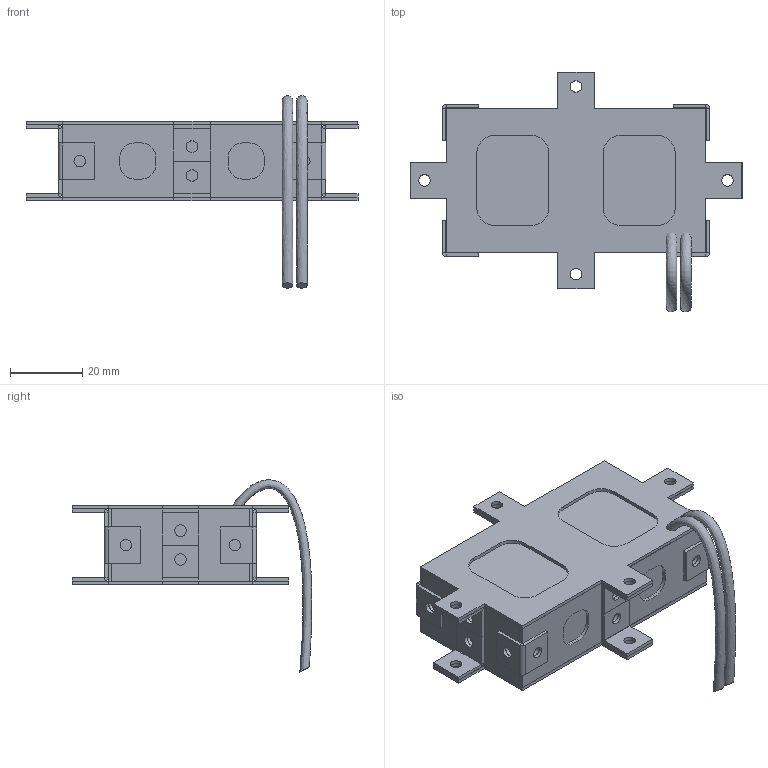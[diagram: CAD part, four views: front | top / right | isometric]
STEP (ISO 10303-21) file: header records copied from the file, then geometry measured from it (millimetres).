
FILE_DESCRIPTION(/* description */ (''),/* implementation_level */ '2;1');
FILE_NAME(/* name */ 'assembly_5V.stp',/* time_stamp */ '2023-06-03T00:46:45+08:00',/* author */ ('user'),/* organization */ (''),/* preprocessor_version */ 'ST-DEVELOPER v19',/* originating_system */ 'Autodesk Inventor 2023',/* authorisation */ '');
FILE_SCHEMA (('CONFIG_CONTROL_DESIGN'));
Length unit declared in the file: millimetre
Products named in the file (8): assembly_5V; battery_box_5V_base; battery_box_5V_side1; battery_box_5V_front; battery_box_5V_back; battery_box_5V_top; connector; battery_5V
Assembly tree (19 placements, depth 2):
  assembly_5V
    battery_box_5V_base
    battery_box_5V_side1  x2
    connector  x12
    battery_box_5V_front
    battery_box_5V_back
    battery_box_5V_top
    battery_5V
Bounding box: 92 x 66.39 x 53.29 mm (x, y, z)
Volume: 65517.7 mm3; surface area: 36526.5 mm2
Topology: 19 solids, 19 shells, 342 faces, 810 edges, 508 vertices
Faces by surface type: plane 244, cylinder 96, bspline 2
Full cylindrical faces by diameter (mm): 3.2 x48
Entity records: 5653 total; most frequent: CARTESIAN_POINT 1219, DIRECTION 868, ORIENTED_EDGE 824, EDGE_CURVE 412, LINE 310, VECTOR 310, AXIS2_PLACEMENT_3D 279, VERTEX_POINT 272
